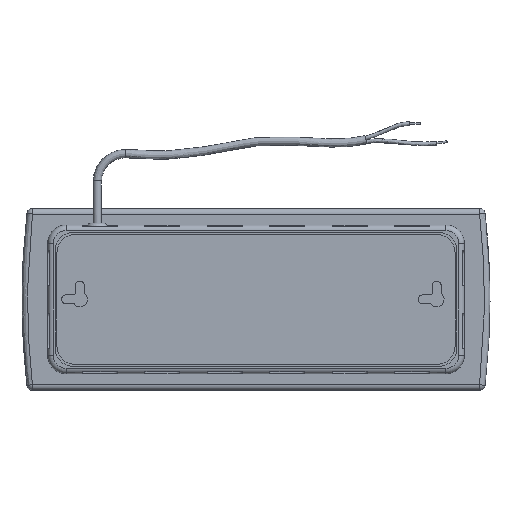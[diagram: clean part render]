
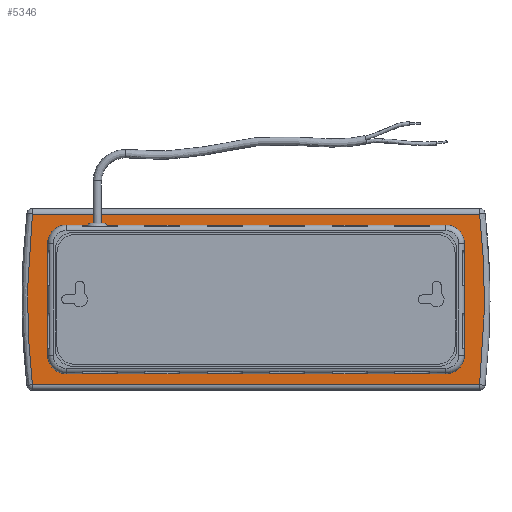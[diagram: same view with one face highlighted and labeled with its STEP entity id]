
A CAD part, front view. The second image highlights one B-rep face of the part: STEP entity #5346.
In plain terms, the highlighted planar face has unit normal (0, -1, 0).
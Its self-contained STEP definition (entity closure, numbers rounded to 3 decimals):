
#41 = EDGE_LOOP ( 'NONE', ( #4271, #1721, #17344, #8571, #19066, #3025, #1886, #4477 ) ) ;
#66 = VERTEX_POINT ( 'NONE', #2186 ) ;
#312 = DIRECTION ( 'NONE',  ( 0., 1., 0. ) ) ;
#688 = CIRCLE ( 'NONE', #6942, 10. ) ;
#702 = CARTESIAN_POINT ( 'NONE',  ( -121.833, 0., 46.5 ) ) ;
#741 = DIRECTION ( 'NONE',  ( 0., 0., -1. ) ) ;
#839 = CARTESIAN_POINT ( 'NONE',  ( -124.277, 0., 15.52 ) ) ;
#951 = CARTESIAN_POINT ( 'NONE',  ( 121.833, 0., 46.5 ) ) ;
#980 = VECTOR ( 'NONE', #5664, 1000. ) ;
#1042 = EDGE_CURVE ( 'NONE', #4464, #18620, #6068, .T. ) ;
#1088 = EDGE_CURVE ( 'NONE', #7795, #3208, #6520, .T. ) ;
#1150 = EDGE_CURVE ( 'NONE', #66, #7145, #19701, .T. ) ;
#1170 = CARTESIAN_POINT ( 'NONE',  ( 121.833, 0., -46.5 ) ) ;
#1175 = CARTESIAN_POINT ( 'NONE',  ( 103.5, 0., -40.5 ) ) ;
#1206 = FACE_OUTER_BOUND ( 'NONE', #7849, .T. ) ;
#1721 = ORIENTED_EDGE ( 'NONE', *, *, #1150, .T. ) ;
#1792 = VECTOR ( 'NONE', #2907, 1000. ) ;
#1886 = ORIENTED_EDGE ( 'NONE', *, *, #12534, .T. ) ;
#2089 = CARTESIAN_POINT ( 'NONE',  ( -121.833, 0., 46.5 ) ) ;
#2125 = DIRECTION ( 'NONE',  ( -1., 0., 0. ) ) ;
#2148 = VECTOR ( 'NONE', #4095, 1000. ) ;
#2177 = CARTESIAN_POINT ( 'NONE',  ( -124.276, 0., -15.55 ) ) ;
#2186 = CARTESIAN_POINT ( 'NONE',  ( -113.5, 0., 30.5 ) ) ;
#2322 = CARTESIAN_POINT ( 'NONE',  ( -122.719, 0., 38.779 ) ) ;
#2659 = EDGE_CURVE ( 'NONE', #5617, #66, #7464, .T. ) ;
#2777 = LINE ( 'NONE', #1170, #1792 ) ;
#2784 = CARTESIAN_POINT ( 'NONE',  ( 121.833, 0., -46.5 ) ) ;
#2907 = DIRECTION ( 'NONE',  ( 1., 0., 0. ) ) ;
#3025 = ORIENTED_EDGE ( 'NONE', *, *, #6858, .T. ) ;
#3208 = VERTEX_POINT ( 'NONE', #17991 ) ;
#3700 = VERTEX_POINT ( 'NONE', #16978 ) ;
#3844 = FACE_BOUND ( 'NONE', #41, .T. ) ;
#3982 = CARTESIAN_POINT ( 'NONE',  ( -121.833, 0., -46.5 ) ) ;
#4055 = VECTOR ( 'NONE', #11506, 1000. ) ;
#4095 = DIRECTION ( 'NONE',  ( 0., 0., 1. ) ) ;
#4241 = CARTESIAN_POINT ( 'NONE',  ( 124.5, 0., 7.789 ) ) ;
#4271 = ORIENTED_EDGE ( 'NONE', *, *, #2659, .T. ) ;
#4464 = VERTEX_POINT ( 'NONE', #15475 ) ;
#4477 = ORIENTED_EDGE ( 'NONE', *, *, #11902, .T. ) ;
#4526 = CARTESIAN_POINT ( 'NONE',  ( -103.5, 0., 40.5 ) ) ;
#5148 = CARTESIAN_POINT ( 'NONE',  ( 103.5, 0., -30.5 ) ) ;
#5346 = ADVANCED_FACE ( 'NONE', ( #1206, #3844 ), #6883, .T. ) ;
#5617 = VERTEX_POINT ( 'NONE', #18436 ) ;
#5664 = DIRECTION ( 'NONE',  ( -1., 0., 0. ) ) ;
#5721 = VECTOR ( 'NONE', #16399, 1000. ) ;
#5734 = CARTESIAN_POINT ( 'NONE',  ( 124.5, 0., -7.754 ) ) ;
#6065 = DIRECTION ( 'NONE',  ( 0., 0., -1. ) ) ;
#6068 = CIRCLE ( 'NONE', #16284, 10. ) ;
#6502 = VERTEX_POINT ( 'NONE', #3982 ) ;
#6520 = LINE ( 'NONE', #2089, #980 ) ;
#6766 = CARTESIAN_POINT ( 'NONE',  ( -123.386, 0., 31.038 ) ) ;
#6770 = DIRECTION ( 'NONE',  ( 0., 0., -1. ) ) ;
#6858 = EDGE_CURVE ( 'NONE', #3700, #10437, #16514, .T. ) ;
#6883 = PLANE ( 'NONE',  #7200 ) ;
#6942 = AXIS2_PLACEMENT_3D ( 'NONE', #12507, #312, #11166 ) ;
#7145 = VERTEX_POINT ( 'NONE', #4526 ) ;
#7200 = AXIS2_PLACEMENT_3D ( 'NONE', #17580, #11924, #6065 ) ;
#7464 = LINE ( 'NONE', #16561, #2148 ) ;
#7795 = VERTEX_POINT ( 'NONE', #11278 ) ;
#7849 = EDGE_LOOP ( 'NONE', ( #15356, #19593, #13238, #11545 ) ) ;
#8104 = AXIS2_PLACEMENT_3D ( 'NONE', #16375, #17934, #16313 ) ;
#8152 = LINE ( 'NONE', #15743, #17462 ) ;
#8171 = EDGE_CURVE ( 'NONE', #6502, #17702, #2777, .T. ) ;
#8448 = DIRECTION ( 'NONE',  ( 0., 1., 0. ) ) ;
#8571 = ORIENTED_EDGE ( 'NONE', *, *, #1042, .T. ) ;
#9888 = CARTESIAN_POINT ( 'NONE',  ( -124.5, 0., 7.754 ) ) ;
#9902 = CARTESIAN_POINT ( 'NONE',  ( 113.5, 0., 30.5 ) ) ;
#10203 = CARTESIAN_POINT ( 'NONE',  ( 124.277, 0., -15.52 ) ) ;
#10394 = CARTESIAN_POINT ( 'NONE',  ( 121.833, 0., -46.5 ) ) ;
#10437 = VERTEX_POINT ( 'NONE', #1175 ) ;
#11166 = DIRECTION ( 'NONE',  ( 0., 0., -1. ) ) ;
#11219 = EDGE_CURVE ( 'NONE', #3208, #6502, #13942, .T. ) ;
#11260 = LINE ( 'NONE', #12016, #5721 ) ;
#11278 = CARTESIAN_POINT ( 'NONE',  ( 121.833, 0., 46.5 ) ) ;
#11283 = VERTEX_POINT ( 'NONE', #16075 ) ;
#11506 = DIRECTION ( 'NONE',  ( 1., 0., 0. ) ) ;
#11545 = ORIENTED_EDGE ( 'NONE', *, *, #8171, .T. ) ;
#11902 = EDGE_CURVE ( 'NONE', #11283, #5617, #688, .T. ) ;
#11924 = DIRECTION ( 'NONE',  ( 0., -1., 0. ) ) ;
#12016 = CARTESIAN_POINT ( 'NONE',  ( 113.5, 0., 40.5 ) ) ;
#12082 = EDGE_CURVE ( 'NONE', #7145, #4464, #12249, .T. ) ;
#12249 = LINE ( 'NONE', #12764, #4055 ) ;
#12507 = CARTESIAN_POINT ( 'NONE',  ( -103.5, 0., -30.5 ) ) ;
#12534 = EDGE_CURVE ( 'NONE', #10437, #11283, #8152, .T. ) ;
#12764 = CARTESIAN_POINT ( 'NONE',  ( -113.5, 0., 40.5 ) ) ;
#12939 = CARTESIAN_POINT ( 'NONE',  ( -122.719, 0., -38.779 ) ) ;
#12993 = EDGE_CURVE ( 'NONE', #18620, #3700, #11260, .T. ) ;
#13238 = ORIENTED_EDGE ( 'NONE', *, *, #11219, .T. ) ;
#13332 = CARTESIAN_POINT ( 'NONE',  ( 123.386, 0., -31.038 ) ) ;
#13407 = CARTESIAN_POINT ( 'NONE',  ( 122.719, 0., -38.779 ) ) ;
#13942 = B_SPLINE_CURVE_WITH_KNOTS ( 'NONE', 3,
 ( #702, #2322, #6766, #839, #9888, #16138, #2177, #14551, #12939, #16206 ),
 .UNSPECIFIED., .F., .F.,
 ( 4, 2, 2, 2, 4 ),
 ( 0., 0.023, 0.047, 0.07, 0.093 ),
 .UNSPECIFIED. ) ;
#14391 = CARTESIAN_POINT ( 'NONE',  ( 103.5, 0., 30.5 ) ) ;
#14551 = CARTESIAN_POINT ( 'NONE',  ( -123.385, 0., -31.045 ) ) ;
#14911 = CARTESIAN_POINT ( 'NONE',  ( 124.276, 0., 15.55 ) ) ;
#15356 = ORIENTED_EDGE ( 'NONE', *, *, #17234, .T. ) ;
#15475 = CARTESIAN_POINT ( 'NONE',  ( 103.5, 0., 40.5 ) ) ;
#15743 = CARTESIAN_POINT ( 'NONE',  ( -113.5, 0., -40.5 ) ) ;
#15940 = DIRECTION ( 'NONE',  ( 0., 1., 0. ) ) ;
#16075 = CARTESIAN_POINT ( 'NONE',  ( -103.5, 0., -40.5 ) ) ;
#16138 = CARTESIAN_POINT ( 'NONE',  ( -124.5, 0., -7.789 ) ) ;
#16206 = CARTESIAN_POINT ( 'NONE',  ( -121.833, 0., -46.5 ) ) ;
#16284 = AXIS2_PLACEMENT_3D ( 'NONE', #14391, #8448, #741 ) ;
#16313 = DIRECTION ( 'NONE',  ( 0., 0., -1. ) ) ;
#16375 = CARTESIAN_POINT ( 'NONE',  ( -103.5, 0., 30.5 ) ) ;
#16399 = DIRECTION ( 'NONE',  ( 0., 0., -1. ) ) ;
#16446 = CARTESIAN_POINT ( 'NONE',  ( 123.385, 0., 31.045 ) ) ;
#16514 = CIRCLE ( 'NONE', #18745, 10. ) ;
#16561 = CARTESIAN_POINT ( 'NONE',  ( -113.5, 0., 40.5 ) ) ;
#16978 = CARTESIAN_POINT ( 'NONE',  ( 113.5, 0., -30.5 ) ) ;
#17234 = EDGE_CURVE ( 'NONE', #17702, #7795, #17784, .T. ) ;
#17344 = ORIENTED_EDGE ( 'NONE', *, *, #12082, .T. ) ;
#17462 = VECTOR ( 'NONE', #2125, 1000. ) ;
#17580 = CARTESIAN_POINT ( 'NONE',  ( -121.833, 0., 46.5 ) ) ;
#17702 = VERTEX_POINT ( 'NONE', #2784 ) ;
#17784 = B_SPLINE_CURVE_WITH_KNOTS ( 'NONE', 3,
 ( #10394, #13407, #13332, #10203, #5734, #4241, #14911, #16446, #19600, #951 ),
 .UNSPECIFIED., .F., .F.,
 ( 4, 2, 2, 2, 4 ),
 ( 0., 0.023, 0.047, 0.07, 0.093 ),
 .UNSPECIFIED. ) ;
#17934 = DIRECTION ( 'NONE',  ( 0., 1., 0. ) ) ;
#17991 = CARTESIAN_POINT ( 'NONE',  ( -121.833, 0., 46.5 ) ) ;
#18436 = CARTESIAN_POINT ( 'NONE',  ( -113.5, 0., -30.5 ) ) ;
#18620 = VERTEX_POINT ( 'NONE', #9902 ) ;
#18745 = AXIS2_PLACEMENT_3D ( 'NONE', #5148, #15940, #6770 ) ;
#19066 = ORIENTED_EDGE ( 'NONE', *, *, #12993, .T. ) ;
#19593 = ORIENTED_EDGE ( 'NONE', *, *, #1088, .T. ) ;
#19600 = CARTESIAN_POINT ( 'NONE',  ( 122.719, 0., 38.779 ) ) ;
#19701 = CIRCLE ( 'NONE', #8104, 10. ) ;
